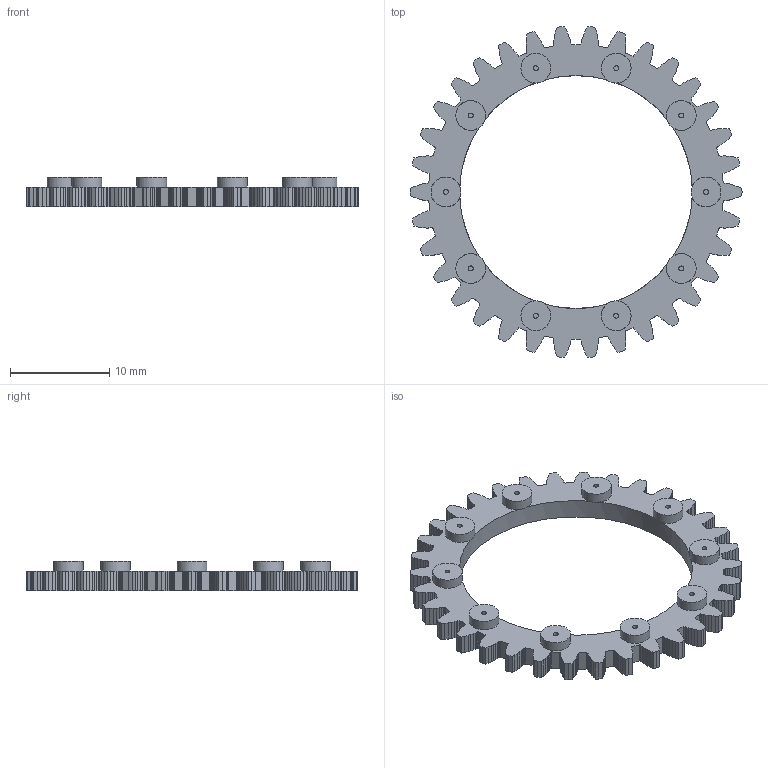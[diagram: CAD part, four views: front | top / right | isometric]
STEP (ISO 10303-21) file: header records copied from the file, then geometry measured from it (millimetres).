
FILE_DESCRIPTION(/* description */ (''),/* implementation_level */ '2;1');
FILE_NAME(/* name */ 'd7210c48-d568-4a98-9fd1-b0c47f21b313.stp',/* time_stamp */ '2019-03-06T19:49:36+01:00',/* author */ (''),/* organization */ (''),/* preprocessor_version */ 'ST-DEVELOPER v17.2',/* originating_system */ 'Autodesk Translation Framework v7.6.0.251',/* authorisation */ '');
FILE_SCHEMA (('AUTOMOTIVE_DESIGN { 1 0 10303 214 3 1 1 }'));
Length unit declared in the file: millimetre
Products named in the file (1): IrisGear
Bounding box: 33.5 x 33.36 x 3 mm (x, y, z)
Volume: 767.1 mm3; surface area: 1333.7 mm2
Topology: 1 solids, 1 shells, 701 faces, 2044 edges, 1356 vertices
Faces by surface type: plane 679, cylinder 22
Full cylindrical faces by diameter (mm): 0.5 x10, 3 x10, 23.5 x1, 29.5 x1
Entity records: 22786 total; most frequent: CARTESIAN_POINT 4102, ORIENTED_EDGE 4088, DIRECTION 3532, EDGE_CURVE 2044, LINE 1960, VECTOR 1960, VERTEX_POINT 1356, AXIS2_PLACEMENT_3D 786
